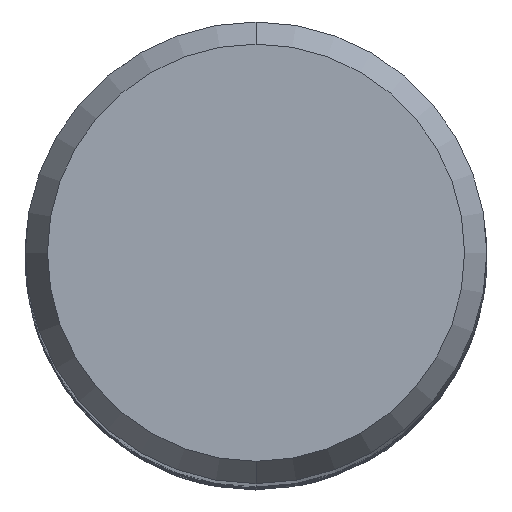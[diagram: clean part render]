
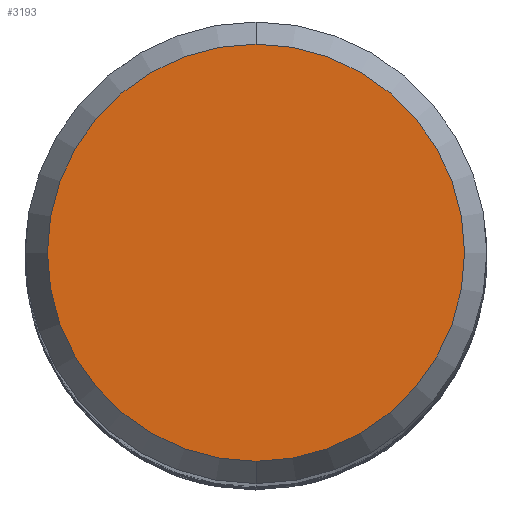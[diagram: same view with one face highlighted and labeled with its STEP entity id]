
A CAD part, top view. The second image highlights one B-rep face of the part: STEP entity #3193.
In plain terms, the highlighted planar face has unit normal (0, 0, 1).
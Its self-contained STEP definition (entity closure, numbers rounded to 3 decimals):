
#1577=EDGE_CURVE('',#2137,#2507,#4094,.T.);
#2137=VERTEX_POINT('',#4702);
#2507=VERTEX_POINT('',#5106);
#2751=EDGE_CURVE('',#2507,#2137,#5366,.T.);
#3193=ADVANCED_FACE('',(#5857),#5858,.T.);
#4094=CIRCLE('',#10770,5.423);
#4702=CARTESIAN_POINT('',(0.0,5.423,0.0));
#5106=CARTESIAN_POINT('',(0.,-5.423,0.0));
#5366=CIRCLE('',#27112,5.423);
#5857=FACE_OUTER_BOUND('',#33197,.T.);
#5858=PLANE('',#33198);
#10770=AXIS2_PLACEMENT_3D('',#40321,#40322,#40323);
#27112=AXIS2_PLACEMENT_3D('',#41647,#41648,#41649);
#33197=EDGE_LOOP('',(#42303,#42304));
#33198=AXIS2_PLACEMENT_3D('',#42305,#42306,#42307);
#40321=CARTESIAN_POINT('',(0.0,0.0,0.0));
#40322=DIRECTION('',(0.0,0.0,-1.0));
#40323=DIRECTION('',(0.0,1.0,0.0));
#41647=CARTESIAN_POINT('',(0.0,0.0,0.0));
#41648=DIRECTION('',(0.0,0.0,-1.0));
#41649=DIRECTION('',(0.0,1.0,0.0));
#42303=ORIENTED_EDGE('',*,*,#1577,.F.);
#42304=ORIENTED_EDGE('',*,*,#2751,.F.);
#42305=CARTESIAN_POINT('',(0.0,2.711,0.0));
#42306=DIRECTION('',(-0.0,0.0,1.0));
#42307=DIRECTION('',(0.0,-1.0,0.0));
